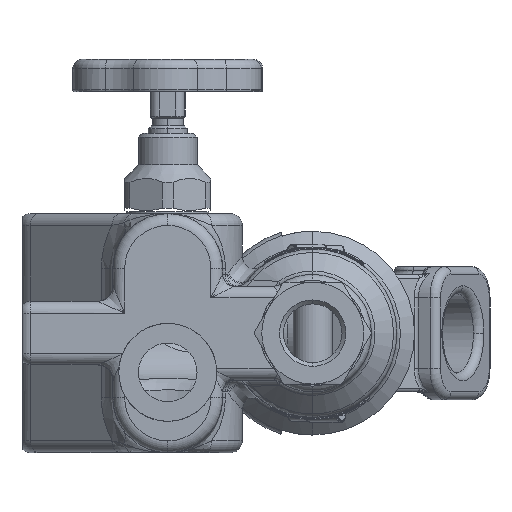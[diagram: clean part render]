
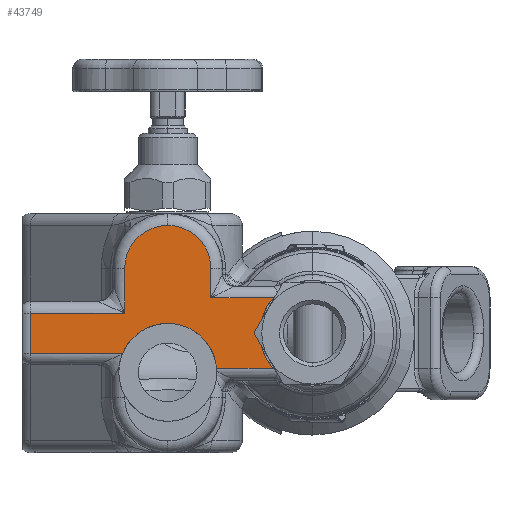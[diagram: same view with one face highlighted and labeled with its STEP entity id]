
A CAD part, front view. The second image highlights one B-rep face of the part: STEP entity #43749.
In plain terms, the highlighted planar face has unit normal (0, -1, 0).
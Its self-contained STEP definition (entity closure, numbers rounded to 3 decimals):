
#2094 = CARTESIAN_POINT ( 'NONE',  ( -26., -6., 9. ) ) ;
#2205 = CARTESIAN_POINT ( 'NONE',  ( -48., -6., 5.113 ) ) ;
#2215 = DIRECTION ( 'NONE',  ( 0., 0., -1. ) ) ;
#2216 = DIRECTION ( 'NONE',  ( 0., -1., 0. ) ) ;
#2217 = CARTESIAN_POINT ( 'NONE',  ( -37., -6., 16.5 ) ) ;
#2218 = AXIS2_PLACEMENT_3D ( 'NONE', #2217, #2216, #2215 ) ;
#2219 = CIRCLE ( 'NONE', #2218, 11. ) ;
#2221 = CARTESIAN_POINT ( 'NONE',  ( -48., -6., 16.5 ) ) ;
#2238 = DIRECTION ( 'NONE',  ( 0., 0., -1. ) ) ;
#2239 = DIRECTION ( 'NONE',  ( 0., -1., 0. ) ) ;
#2240 = CARTESIAN_POINT ( 'NONE',  ( -37., -6., 16.5 ) ) ;
#2241 = AXIS2_PLACEMENT_3D ( 'NONE', #2240, #2239, #2238 ) ;
#2242 = CIRCLE ( 'NONE', #2241, 11. ) ;
#2243 = CARTESIAN_POINT ( 'NONE',  ( -37., -6., 27.5 ) ) ;
#2270 = CARTESIAN_POINT ( 'NONE',  ( -26., -6., 16.5 ) ) ;
#2271 = DIRECTION ( 'NONE',  ( 0., 0., 1. ) ) ;
#2272 = VECTOR ( 'NONE', #2271, 1000. ) ;
#2273 = CARTESIAN_POINT ( 'NONE',  ( -26., -6., 16.5 ) ) ;
#2274 = LINE ( 'NONE', #2273, #2272 ) ;
#2325 = DIRECTION ( 'NONE',  ( 0., 0., -1. ) ) ;
#2326 = VECTOR ( 'NONE', #2325, 1000. ) ;
#2327 = CARTESIAN_POINT ( 'NONE',  ( -48., -6., 8.113 ) ) ;
#2328 = LINE ( 'NONE', #2327, #2326 ) ;
#2329 = CARTESIAN_POINT ( 'NONE',  ( -72., -6., -5.113 ) ) ;
#2428 = CARTESIAN_POINT ( 'NONE',  ( -72., -6., 5.113 ) ) ;
#2429 = DIRECTION ( 'NONE',  ( -1., 0., 0. ) ) ;
#2430 = VECTOR ( 'NONE', #2429, 1000. ) ;
#2431 = CARTESIAN_POINT ( 'NONE',  ( 0., -6., 5.113 ) ) ;
#2435 = LINE ( 'NONE', #2431, #2430 ) ;
#2508 = DIRECTION ( 'NONE',  ( 0., 0., -1. ) ) ;
#2509 = VECTOR ( 'NONE', #2508, 1000. ) ;
#2510 = CARTESIAN_POINT ( 'NONE',  ( -72., -6., -8.113 ) ) ;
#2511 = LINE ( 'NONE', #2510, #2509 ) ;
#24835 = EDGE_CURVE ( 'NONE', #31013, #27518, #50266, .T. ) ;
#24892 = VERTEX_POINT ( 'NONE', #31510 ) ;
#24899 = EDGE_CURVE ( 'NONE', #27508, #24892, #31497, .T. ) ;
#26320 = EDGE_CURVE ( 'NONE', #26341, #26450, #34868, .T. ) ;
#26341 = VERTEX_POINT ( 'NONE', #34934 ) ;
#26450 = VERTEX_POINT ( 'NONE', #35253 ) ;
#27508 = VERTEX_POINT ( 'NONE', #39539 ) ;
#27516 = EDGE_CURVE ( 'NONE', #27518, #27508, #39523, .T. ) ;
#27518 = VERTEX_POINT ( 'NONE', #39648 ) ;
#30917 = VERTEX_POINT ( 'NONE', #2094 ) ;
#30950 = VERTEX_POINT ( 'NONE', #2221 ) ;
#30952 = EDGE_CURVE ( 'NONE', #30966, #30950, #2219, .T. ) ;
#30959 = VERTEX_POINT ( 'NONE', #2205 ) ;
#30966 = VERTEX_POINT ( 'NONE', #2243 ) ;
#30968 = EDGE_CURVE ( 'NONE', #30979, #30966, #2242, .T. ) ;
#30978 = EDGE_CURVE ( 'NONE', #30917, #30979, #2274, .T. ) ;
#30979 = VERTEX_POINT ( 'NONE', #2270 ) ;
#31013 = VERTEX_POINT ( 'NONE', #2329 ) ;
#31015 = EDGE_CURVE ( 'NONE', #30950, #30959, #2328, .T. ) ;
#31026 = EDGE_CURVE ( 'NONE', #30959, #31027, #2435, .T. ) ;
#31027 = VERTEX_POINT ( 'NONE', #2428 ) ;
#31065 = EDGE_CURVE ( 'NONE', #31027, #31013, #2511, .T. ) ;
#31494 = DIRECTION ( 'NONE',  ( 0., 1., 0. ) ) ;
#31495 = CARTESIAN_POINT ( 'NONE',  ( -37., -6., -10. ) ) ;
#31496 = AXIS2_PLACEMENT_3D ( 'NONE', #31495, #31494, #31537 ) ;
#31497 = CIRCLE ( 'NONE', #31496, 12.5 ) ;
#31510 = CARTESIAN_POINT ( 'NONE',  ( -24.54, -6., -9. ) ) ;
#31537 = DIRECTION ( 'NONE',  ( 0., 0., 1. ) ) ;
#34865 = DIRECTION ( 'NONE',  ( 0., 0., 1. ) ) ;
#34866 = DIRECTION ( 'NONE',  ( 0., 1., 0. ) ) ;
#34867 = AXIS2_PLACEMENT_3D ( 'NONE', #34874, #34866, #34865 ) ;
#34868 = CIRCLE ( 'NONE', #34867, 13.5 ) ;
#34874 = CARTESIAN_POINT ( 'NONE',  ( 0., -6., 0. ) ) ;
#34934 = CARTESIAN_POINT ( 'NONE',  ( -10.062, -6., -9. ) ) ;
#35253 = CARTESIAN_POINT ( 'NONE',  ( -10.062, -6., 9. ) ) ;
#39523 = CIRCLE ( 'NONE', #39661, 12.5 ) ;
#39539 = CARTESIAN_POINT ( 'NONE',  ( -37., -6., 2.5 ) ) ;
#39648 = CARTESIAN_POINT ( 'NONE',  ( -48.505, -6., -5.113 ) ) ;
#39657 = DIRECTION ( 'NONE',  ( 0., 0., 1. ) ) ;
#39658 = DIRECTION ( 'NONE',  ( 0., 1., 0. ) ) ;
#39659 = CARTESIAN_POINT ( 'NONE',  ( -37., -6., -10. ) ) ;
#39661 = AXIS2_PLACEMENT_3D ( 'NONE', #39659, #39658, #39657 ) ;
#43661 = EDGE_LOOP ( 'NONE', ( #43751, #43753, #43755, #43758, #43759, #43760, #43761, #43762, #43731, #43732, #43734, #43736 ) ) ;
#43731 = ORIENTED_EDGE ( 'NONE', *, *, #31065, .T. ) ;
#43732 = ORIENTED_EDGE ( 'NONE', *, *, #24835, .T. ) ;
#43734 = ORIENTED_EDGE ( 'NONE', *, *, #27516, .T. ) ;
#43736 = ORIENTED_EDGE ( 'NONE', *, *, #24899, .T. ) ;
#43749 = ADVANCED_FACE ( 'NONE', ( #52658 ), #52657, .T. ) ;
#43751 = ORIENTED_EDGE ( 'NONE', *, *, #43773, .T. ) ;
#43753 = ORIENTED_EDGE ( 'NONE', *, *, #26320, .T. ) ;
#43755 = ORIENTED_EDGE ( 'NONE', *, *, #43757, .T. ) ;
#43757 = EDGE_CURVE ( 'NONE', #26450, #30917, #52715, .T. ) ;
#43758 = ORIENTED_EDGE ( 'NONE', *, *, #30978, .T. ) ;
#43759 = ORIENTED_EDGE ( 'NONE', *, *, #30968, .T. ) ;
#43760 = ORIENTED_EDGE ( 'NONE', *, *, #30952, .T. ) ;
#43761 = ORIENTED_EDGE ( 'NONE', *, *, #31015, .T. ) ;
#43762 = ORIENTED_EDGE ( 'NONE', *, *, #31026, .T. ) ;
#43773 = EDGE_CURVE ( 'NONE', #24892, #26341, #52693, .T. ) ;
#50262 = DIRECTION ( 'NONE',  ( 1., 0., 0. ) ) ;
#50263 = VECTOR ( 'NONE', #50262, 1000. ) ;
#50265 = CARTESIAN_POINT ( 'NONE',  ( 0., -6., -5.113 ) ) ;
#50266 = LINE ( 'NONE', #50265, #50263 ) ;
#52657 = PLANE ( 'NONE',  #52719 ) ;
#52658 = FACE_OUTER_BOUND ( 'NONE', #43661, .T. ) ;
#52689 = DIRECTION ( 'NONE',  ( 1., 0., 0. ) ) ;
#52690 = VECTOR ( 'NONE', #52689, 1000. ) ;
#52691 = CARTESIAN_POINT ( 'NONE',  ( -9., -6., -9. ) ) ;
#52693 = LINE ( 'NONE', #52691, #52690 ) ;
#52712 = DIRECTION ( 'NONE',  ( -1., 0., 0. ) ) ;
#52713 = VECTOR ( 'NONE', #52712, 1000. ) ;
#52714 = CARTESIAN_POINT ( 'NONE',  ( 0., -6., 9. ) ) ;
#52715 = LINE ( 'NONE', #52714, #52713 ) ;
#52716 = DIRECTION ( 'NONE',  ( 0., 0., -1. ) ) ;
#52717 = DIRECTION ( 'NONE',  ( 0., -1., 0. ) ) ;
#52718 = CARTESIAN_POINT ( 'NONE',  ( 0., -6., 0. ) ) ;
#52719 = AXIS2_PLACEMENT_3D ( 'NONE', #52718, #52717, #52716 ) ;
